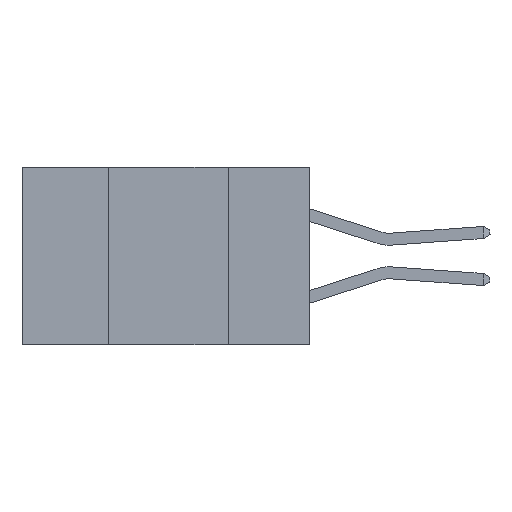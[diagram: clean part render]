
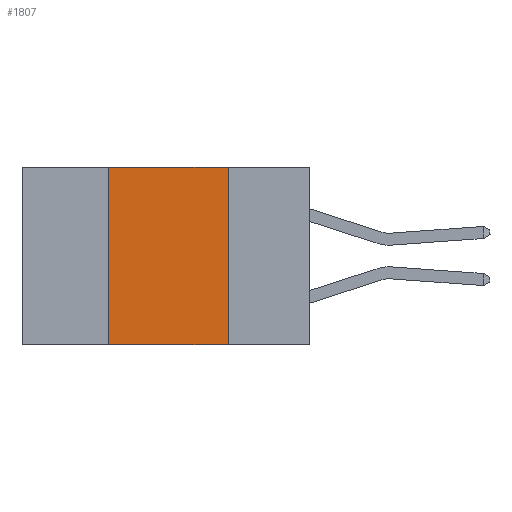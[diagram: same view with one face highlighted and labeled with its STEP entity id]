
A CAD part, left-side view. The second image highlights one B-rep face of the part: STEP entity #1807.
In plain terms, the highlighted planar face has unit normal (-1, 0, 0).
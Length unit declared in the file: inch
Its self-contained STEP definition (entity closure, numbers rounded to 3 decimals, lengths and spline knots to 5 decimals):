
#215 = VERTEX_POINT ( 'NONE', #9336 ) ;
#235 = CARTESIAN_POINT ( 'NONE',  ( 0., 0.6, 0. ) ) ;
#494 = ORIENTED_EDGE ( 'NONE', *, *, #1343, .F. ) ;
#720 = CARTESIAN_POINT ( 'NONE',  ( 0., 0.6, -0.37 ) ) ;
#1196 = LINE ( 'NONE', #3686, #7897 ) ;
#1221 = VECTOR ( 'NONE', #9114, 39.37008 ) ;
#1343 = EDGE_CURVE ( 'NONE', #7782, #4718, #5128, .T. ) ;
#1384 = CARTESIAN_POINT ( 'NONE',  ( 0., 0.17, -0.37 ) ) ;
#1711 = CARTESIAN_POINT ( 'NONE',  ( 0., 0.6, 0. ) ) ;
#1807 = ADVANCED_FACE ( 'NONE', ( #5810 ), #2505, .F. ) ;
#1981 = EDGE_CURVE ( 'NONE', #4718, #2612, #5347, .T. ) ;
#2505 = PLANE ( 'NONE',  #7729 ) ;
#2612 = VERTEX_POINT ( 'NONE', #1384 ) ;
#2969 = DIRECTION ( 'NONE',  ( 0., -1., 0. ) ) ;
#3486 = VECTOR ( 'NONE', #7035, 39.37008 ) ;
#3686 = CARTESIAN_POINT ( 'NONE',  ( 0., 0.42, 0. ) ) ;
#4401 = ORIENTED_EDGE ( 'NONE', *, *, #5864, .T. ) ;
#4672 = DIRECTION ( 'NONE',  ( 0., 0., -1. ) ) ;
#4718 = VERTEX_POINT ( 'NONE', #5029 ) ;
#4724 = ORIENTED_EDGE ( 'NONE', *, *, #1981, .F. ) ;
#5029 = CARTESIAN_POINT ( 'NONE',  ( 0., 0.17, 0. ) ) ;
#5128 = LINE ( 'NONE', #1711, #1221 ) ;
#5215 = EDGE_CURVE ( 'NONE', #215, #7782, #1196, .T. ) ;
#5347 = LINE ( 'NONE', #9283, #3486 ) ;
#5776 = LINE ( 'NONE', #720, #6697 ) ;
#5810 = FACE_OUTER_BOUND ( 'NONE', #9254, .T. ) ;
#5864 = EDGE_CURVE ( 'NONE', #215, #2612, #5776, .T. ) ;
#5987 = CARTESIAN_POINT ( 'NONE',  ( 0., 0.42, 0. ) ) ;
#6697 = VECTOR ( 'NONE', #2969, 39.37008 ) ;
#7035 = DIRECTION ( 'NONE',  ( 0., 0., -1. ) ) ;
#7169 = DIRECTION ( 'NONE',  ( 0., 0., 1. ) ) ;
#7596 = ORIENTED_EDGE ( 'NONE', *, *, #5215, .F. ) ;
#7729 = AXIS2_PLACEMENT_3D ( 'NONE', #235, #9106, #4672 ) ;
#7782 = VERTEX_POINT ( 'NONE', #5987 ) ;
#7897 = VECTOR ( 'NONE', #7169, 39.37008 ) ;
#9106 = DIRECTION ( 'NONE',  ( 1., 0., 0. ) ) ;
#9114 = DIRECTION ( 'NONE',  ( 0., -1., 0. ) ) ;
#9254 = EDGE_LOOP ( 'NONE', ( #4724, #494, #7596, #4401 ) ) ;
#9283 = CARTESIAN_POINT ( 'NONE',  ( 0., 0.17, 0. ) ) ;
#9336 = CARTESIAN_POINT ( 'NONE',  ( 0., 0.42, -0.37 ) ) ;
